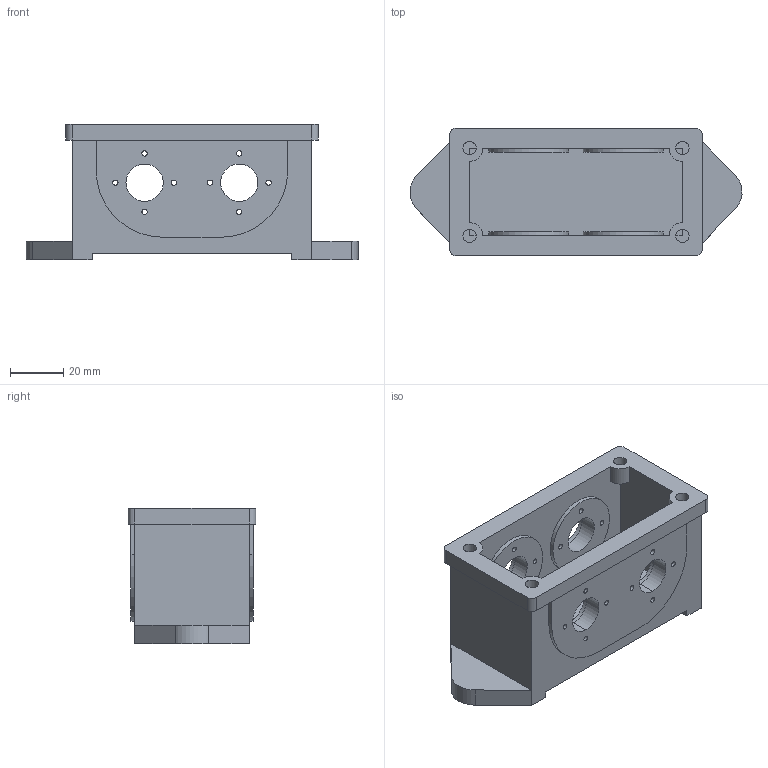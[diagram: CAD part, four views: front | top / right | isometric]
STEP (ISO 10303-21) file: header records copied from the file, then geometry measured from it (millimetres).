
FILE_DESCRIPTION(/* description */ ('','CAx-IF Rec.Pracs.---Representation and Presentation of Product Manufacturing Information (PMI)---4.0---2014-10-13'),/* implementation_level */ '2;1');
FILE_NAME(/* name */ 'Ass2_ex1 v1.step',/* time_stamp */ '2025-04-11T11:55:16+05:30',/* author */ (''),/* organization */ (''),/* preprocessor_version */ 'ST-DEVELOPER v20',/* originating_system */ 'Autodesk Translation Framework v13.20.0.188',/* authorisation */ '');
FILE_SCHEMA (('AP242_MANAGED_MODEL_BASED_3D_ENGINEERING_MIM_LF { 1 0 10303 442 1 1 4 }'));
Length unit declared in the file: millimetre
Products named in the file (1): Ass2_ex1
Bounding box: 124.79 x 48 x 51 mm (x, y, z)
Volume: 90671 mm3; surface area: 40742.2 mm2
Topology: 2 solids, 2 shells, 122 faces, 338 edges, 222 vertices
Faces by surface type: cylinder 64, plane 58
Full cylindrical faces by diameter (mm): 2 x24, 5 x4, 14 x4, 30 x4
Entity records: 4120 total; most frequent: DIRECTION 734, CARTESIAN_POINT 683, ORIENTED_EDGE 676, EDGE_CURVE 338, AXIS2_PLACEMENT_3D 273, VERTEX_POINT 222, EDGE_LOOP 192, LINE 188
